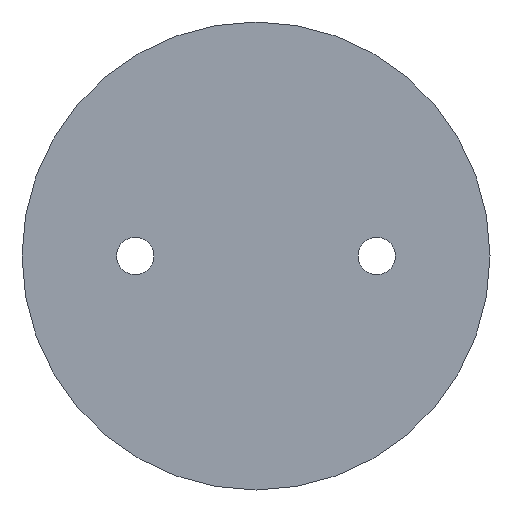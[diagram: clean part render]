
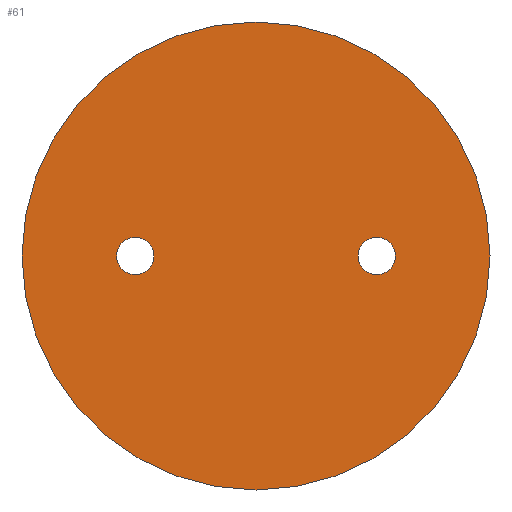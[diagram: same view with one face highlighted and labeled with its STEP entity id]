
A CAD part, front view. The second image highlights one B-rep face of the part: STEP entity #61.
In plain terms, the highlighted planar face has unit normal (0, -1, 0).
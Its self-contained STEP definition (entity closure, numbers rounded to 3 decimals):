
#5 = DIRECTION ( 'NONE',  ( 0., 1., 0. ) ) ;
#12 = CARTESIAN_POINT ( 'NONE',  ( 50., 0., 7.75 ) ) ;
#13 = CIRCLE ( 'NONE', #125, 96.9 ) ;
#17 = EDGE_LOOP ( 'NONE', ( #19, #111 ) ) ;
#19 = ORIENTED_EDGE ( 'NONE', *, *, #163, .T. ) ;
#22 = ORIENTED_EDGE ( 'NONE', *, *, #60, .F. ) ;
#32 = PLANE ( 'NONE',  #264 ) ;
#34 = DIRECTION ( 'NONE',  ( 0., 0., -1. ) ) ;
#35 = CIRCLE ( 'NONE', #248, 7.75 ) ;
#36 = DIRECTION ( 'NONE',  ( 0., 1., 0. ) ) ;
#39 = CARTESIAN_POINT ( 'NONE',  ( -50., 0., 0. ) ) ;
#46 = DIRECTION ( 'NONE',  ( 0., 0., 1. ) ) ;
#49 = FACE_BOUND ( 'NONE', #17, .T. ) ;
#51 = EDGE_CURVE ( 'NONE', #150, #176, #179, .T. ) ;
#52 = FACE_BOUND ( 'NONE', #203, .T. ) ;
#54 = VERTEX_POINT ( 'NONE', #139 ) ;
#60 = EDGE_CURVE ( 'NONE', #176, #150, #13, .T. ) ;
#61 = ADVANCED_FACE ( 'NONE', ( #241, #52, #49 ), #32, .F. ) ;
#62 = CARTESIAN_POINT ( 'NONE',  ( 50., 0., 0. ) ) ;
#72 = CARTESIAN_POINT ( 'NONE',  ( 0., 0., 0. ) ) ;
#81 = AXIS2_PLACEMENT_3D ( 'NONE', #149, #147, #34 ) ;
#88 = VERTEX_POINT ( 'NONE', #142 ) ;
#92 = DIRECTION ( 'NONE',  ( 0., 1., 0. ) ) ;
#93 = CIRCLE ( 'NONE', #132, 7.75 ) ;
#99 = EDGE_CURVE ( 'NONE', #210, #244, #35, .T. ) ;
#101 = ORIENTED_EDGE ( 'NONE', *, *, #51, .F. ) ;
#110 = EDGE_CURVE ( 'NONE', #244, #210, #93, .T. ) ;
#111 = ORIENTED_EDGE ( 'NONE', *, *, #156, .T. ) ;
#112 = ORIENTED_EDGE ( 'NONE', *, *, #99, .T. ) ;
#118 = CIRCLE ( 'NONE', #81, 7.75 ) ;
#122 = DIRECTION ( 'NONE',  ( 0., 1., 0. ) ) ;
#125 = AXIS2_PLACEMENT_3D ( 'NONE', #72, #92, #46 ) ;
#132 = AXIS2_PLACEMENT_3D ( 'NONE', #272, #36, #145 ) ;
#139 = CARTESIAN_POINT ( 'NONE',  ( -50., 0., 7.75 ) ) ;
#142 = CARTESIAN_POINT ( 'NONE',  ( -50., 0., -7.75 ) ) ;
#145 = DIRECTION ( 'NONE',  ( 0., 0., 1. ) ) ;
#147 = DIRECTION ( 'NONE',  ( 0., 1., 0. ) ) ;
#149 = CARTESIAN_POINT ( 'NONE',  ( -50., 0., 0. ) ) ;
#150 = VERTEX_POINT ( 'NONE', #181 ) ;
#151 = AXIS2_PLACEMENT_3D ( 'NONE', #39, #206, #232 ) ;
#153 = CARTESIAN_POINT ( 'NONE',  ( 0., 0., 0. ) ) ;
#156 = EDGE_CURVE ( 'NONE', #54, #88, #118, .T. ) ;
#159 = AXIS2_PLACEMENT_3D ( 'NONE', #218, #5, #242 ) ;
#163 = EDGE_CURVE ( 'NONE', #88, #54, #269, .T. ) ;
#165 = DIRECTION ( 'NONE',  ( 0., 1., 0. ) ) ;
#176 = VERTEX_POINT ( 'NONE', #270 ) ;
#179 = CIRCLE ( 'NONE', #159, 96.9 ) ;
#181 = CARTESIAN_POINT ( 'NONE',  ( 0., 0., -96.9 ) ) ;
#195 = EDGE_LOOP ( 'NONE', ( #101, #22 ) ) ;
#202 = DIRECTION ( 'NONE',  ( 0., 0., 1. ) ) ;
#203 = EDGE_LOOP ( 'NONE', ( #221, #112 ) ) ;
#206 = DIRECTION ( 'NONE',  ( 0., 1., 0. ) ) ;
#209 = CARTESIAN_POINT ( 'NONE',  ( 50., 0., -7.75 ) ) ;
#210 = VERTEX_POINT ( 'NONE', #12 ) ;
#218 = CARTESIAN_POINT ( 'NONE',  ( 0., 0., 0. ) ) ;
#221 = ORIENTED_EDGE ( 'NONE', *, *, #110, .T. ) ;
#226 = DIRECTION ( 'NONE',  ( 0., 0., 1. ) ) ;
#232 = DIRECTION ( 'NONE',  ( 0., 0., -1. ) ) ;
#241 = FACE_OUTER_BOUND ( 'NONE', #195, .T. ) ;
#242 = DIRECTION ( 'NONE',  ( 0., 0., 1. ) ) ;
#244 = VERTEX_POINT ( 'NONE', #209 ) ;
#248 = AXIS2_PLACEMENT_3D ( 'NONE', #62, #165, #226 ) ;
#264 = AXIS2_PLACEMENT_3D ( 'NONE', #153, #122, #202 ) ;
#269 = CIRCLE ( 'NONE', #151, 7.75 ) ;
#270 = CARTESIAN_POINT ( 'NONE',  ( 0., 0., 96.9 ) ) ;
#272 = CARTESIAN_POINT ( 'NONE',  ( 50., 0., 0. ) ) ;
